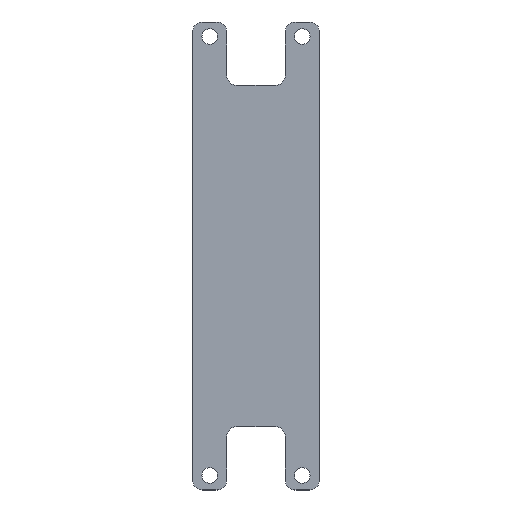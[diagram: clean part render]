
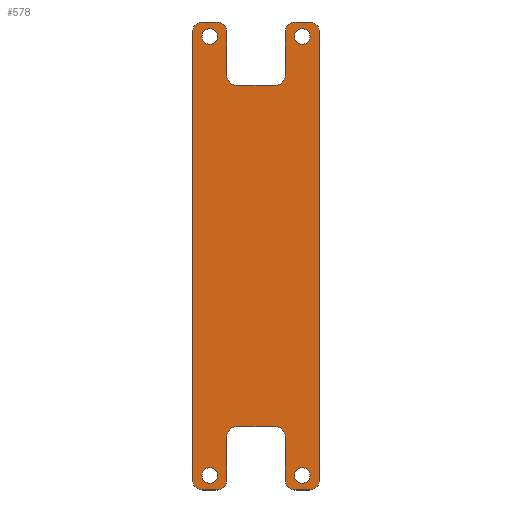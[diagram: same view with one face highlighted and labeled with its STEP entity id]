
A CAD part, top view. The second image highlights one B-rep face of the part: STEP entity #578.
In plain terms, the highlighted planar face has unit normal (0, 0, 1).
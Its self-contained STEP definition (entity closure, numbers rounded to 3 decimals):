
#19=FACE_BOUND('',#81,.T.);
#20=FACE_BOUND('',#82,.T.);
#21=FACE_BOUND('',#83,.T.);
#22=FACE_BOUND('',#84,.T.);
#31=PLANE('',#633);
#50=FACE_OUTER_BOUND('',#80,.T.);
#80=EDGE_LOOP('',(#421,#422,#423,#424,#425,#426,#427,#428,#429,#430,#431,
#432,#433,#434,#435,#436,#437,#438,#439,#440,#441,#442,#443,#444));
#81=EDGE_LOOP('',(#445));
#82=EDGE_LOOP('',(#446));
#83=EDGE_LOOP('',(#447));
#84=EDGE_LOOP('',(#448));
#113=LINE('',#875,#165);
#116=LINE('',#886,#168);
#122=LINE('',#902,#174);
#125=LINE('',#914,#177);
#130=LINE('',#929,#182);
#131=LINE('',#931,#183);
#132=LINE('',#935,#184);
#133=LINE('',#939,#185);
#134=LINE('',#943,#186);
#135=LINE('',#946,#187);
#136=LINE('',#950,#188);
#137=LINE('',#953,#189);
#165=VECTOR('',#693,10.);
#168=VECTOR('',#704,10.);
#174=VECTOR('',#718,10.);
#177=VECTOR('',#729,10.);
#182=VECTOR('',#742,10.);
#183=VECTOR('',#745,10.);
#184=VECTOR('',#748,10.);
#185=VECTOR('',#751,10.);
#186=VECTOR('',#754,10.);
#187=VECTOR('',#757,10.);
#188=VECTOR('',#760,10.);
#189=VECTOR('',#763,10.);
#214=CIRCLE('',#616,2.);
#216=CIRCLE('',#620,2.);
#218=CIRCLE('',#624,2.);
#219=CIRCLE('',#627,2.);
#221=CIRCLE('',#631,2.);
#223=CIRCLE('',#634,2.);
#224=CIRCLE('',#635,2.);
#225=CIRCLE('',#636,2.);
#226=CIRCLE('',#637,2.);
#227=CIRCLE('',#638,2.);
#228=CIRCLE('',#639,2.);
#229=CIRCLE('',#640,2.);
#230=CIRCLE('',#641,1.6);
#231=CIRCLE('',#642,1.6);
#232=CIRCLE('',#643,1.6);
#233=CIRCLE('',#644,1.6);
#247=VERTEX_POINT('',#865);
#248=VERTEX_POINT('',#867);
#250=VERTEX_POINT('',#873);
#253=VERTEX_POINT('',#880);
#254=VERTEX_POINT('',#882);
#257=VERTEX_POINT('',#892);
#258=VERTEX_POINT('',#894);
#260=VERTEX_POINT('',#900);
#261=VERTEX_POINT('',#904);
#262=VERTEX_POINT('',#905);
#265=VERTEX_POINT('',#913);
#267=VERTEX_POINT('',#919);
#268=VERTEX_POINT('',#920);
#271=VERTEX_POINT('',#928);
#272=VERTEX_POINT('',#932);
#273=VERTEX_POINT('',#934);
#274=VERTEX_POINT('',#936);
#275=VERTEX_POINT('',#938);
#276=VERTEX_POINT('',#940);
#277=VERTEX_POINT('',#942);
#278=VERTEX_POINT('',#944);
#279=VERTEX_POINT('',#947);
#280=VERTEX_POINT('',#949);
#281=VERTEX_POINT('',#951);
#282=VERTEX_POINT('',#954);
#283=VERTEX_POINT('',#956);
#284=VERTEX_POINT('',#958);
#285=VERTEX_POINT('',#960);
#303=EDGE_CURVE('',#247,#248,#214,.T.);
#307=EDGE_CURVE('',#247,#250,#113,.T.);
#310=EDGE_CURVE('',#253,#254,#216,.T.);
#312=EDGE_CURVE('',#253,#248,#116,.T.);
#316=EDGE_CURVE('',#257,#258,#218,.T.);
#320=EDGE_CURVE('',#257,#260,#122,.T.);
#321=EDGE_CURVE('',#261,#262,#219,.T.);
#325=EDGE_CURVE('',#265,#262,#125,.T.);
#328=EDGE_CURVE('',#267,#268,#221,.T.);
#332=EDGE_CURVE('',#267,#271,#130,.T.);
#333=EDGE_CURVE('',#265,#271,#223,.T.);
#334=EDGE_CURVE('',#261,#258,#131,.T.);
#335=EDGE_CURVE('',#272,#260,#224,.T.);
#336=EDGE_CURVE('',#272,#273,#132,.T.);
#337=EDGE_CURVE('',#274,#273,#225,.T.);
#338=EDGE_CURVE('',#274,#275,#133,.T.);
#339=EDGE_CURVE('',#276,#275,#226,.T.);
#340=EDGE_CURVE('',#276,#277,#134,.T.);
#341=EDGE_CURVE('',#278,#277,#227,.T.);
#342=EDGE_CURVE('',#278,#254,#135,.T.);
#343=EDGE_CURVE('',#279,#250,#228,.T.);
#344=EDGE_CURVE('',#279,#280,#136,.T.);
#345=EDGE_CURVE('',#281,#280,#229,.T.);
#346=EDGE_CURVE('',#281,#268,#137,.T.);
#347=EDGE_CURVE('',#282,#282,#230,.T.);
#348=EDGE_CURVE('',#283,#283,#231,.T.);
#349=EDGE_CURVE('',#284,#284,#232,.T.);
#350=EDGE_CURVE('',#285,#285,#233,.T.);
#421=ORIENTED_EDGE('',*,*,#328,.F.);
#422=ORIENTED_EDGE('',*,*,#332,.T.);
#423=ORIENTED_EDGE('',*,*,#333,.F.);
#424=ORIENTED_EDGE('',*,*,#325,.T.);
#425=ORIENTED_EDGE('',*,*,#321,.F.);
#426=ORIENTED_EDGE('',*,*,#334,.T.);
#427=ORIENTED_EDGE('',*,*,#316,.F.);
#428=ORIENTED_EDGE('',*,*,#320,.T.);
#429=ORIENTED_EDGE('',*,*,#335,.F.);
#430=ORIENTED_EDGE('',*,*,#336,.T.);
#431=ORIENTED_EDGE('',*,*,#337,.F.);
#432=ORIENTED_EDGE('',*,*,#338,.T.);
#433=ORIENTED_EDGE('',*,*,#339,.F.);
#434=ORIENTED_EDGE('',*,*,#340,.T.);
#435=ORIENTED_EDGE('',*,*,#341,.F.);
#436=ORIENTED_EDGE('',*,*,#342,.T.);
#437=ORIENTED_EDGE('',*,*,#310,.F.);
#438=ORIENTED_EDGE('',*,*,#312,.T.);
#439=ORIENTED_EDGE('',*,*,#303,.F.);
#440=ORIENTED_EDGE('',*,*,#307,.T.);
#441=ORIENTED_EDGE('',*,*,#343,.F.);
#442=ORIENTED_EDGE('',*,*,#344,.T.);
#443=ORIENTED_EDGE('',*,*,#345,.F.);
#444=ORIENTED_EDGE('',*,*,#346,.T.);
#445=ORIENTED_EDGE('',*,*,#347,.T.);
#446=ORIENTED_EDGE('',*,*,#348,.T.);
#447=ORIENTED_EDGE('',*,*,#349,.T.);
#448=ORIENTED_EDGE('',*,*,#350,.T.);
#578=ADVANCED_FACE('',(#50,#19,#20,#21,#22),#31,.T.);
#616=AXIS2_PLACEMENT_3D('',#868,#686,#687);
#620=AXIS2_PLACEMENT_3D('',#883,#699,#700);
#624=AXIS2_PLACEMENT_3D('',#895,#711,#712);
#627=AXIS2_PLACEMENT_3D('',#906,#721,#722);
#631=AXIS2_PLACEMENT_3D('',#921,#734,#735);
#633=AXIS2_PLACEMENT_3D('',#927,#740,#741);
#634=AXIS2_PLACEMENT_3D('',#930,#743,#744);
#635=AXIS2_PLACEMENT_3D('',#933,#746,#747);
#636=AXIS2_PLACEMENT_3D('',#937,#749,#750);
#637=AXIS2_PLACEMENT_3D('',#941,#752,#753);
#638=AXIS2_PLACEMENT_3D('',#945,#755,#756);
#639=AXIS2_PLACEMENT_3D('',#948,#758,#759);
#640=AXIS2_PLACEMENT_3D('',#952,#761,#762);
#641=AXIS2_PLACEMENT_3D('',#955,#764,#765);
#642=AXIS2_PLACEMENT_3D('',#957,#766,#767);
#643=AXIS2_PLACEMENT_3D('',#959,#768,#769);
#644=AXIS2_PLACEMENT_3D('',#961,#770,#771);
#686=DIRECTION('center_axis',(0.,0.,1.));
#687=DIRECTION('ref_axis',(-0.707,-0.707,0.));
#693=DIRECTION('',(0.,1.,0.));
#699=DIRECTION('center_axis',(0.,0.,1.));
#700=DIRECTION('ref_axis',(0.707,-0.707,0.));
#704=DIRECTION('',(-1.,0.,0.));
#711=DIRECTION('center_axis',(0.,0.,1.));
#712=DIRECTION('ref_axis',(0.707,0.707,0.));
#718=DIRECTION('',(0.,-1.,0.));
#721=DIRECTION('center_axis',(0.,0.,1.));
#722=DIRECTION('ref_axis',(-0.707,0.707,0.));
#729=DIRECTION('',(0.,1.,0.));
#734=DIRECTION('center_axis',(0.,0.,-1.));
#735=DIRECTION('ref_axis',(-0.707,-0.707,0.));
#740=DIRECTION('center_axis',(0.,0.,1.));
#741=DIRECTION('ref_axis',(1.,0.,0.));
#742=DIRECTION('',(1.,0.,0.));
#743=DIRECTION('center_axis',(0.,0.,-1.));
#744=DIRECTION('ref_axis',(0.707,-0.707,0.));
#745=DIRECTION('',(1.,0.,0.));
#746=DIRECTION('center_axis',(0.,0.,-1.));
#747=DIRECTION('ref_axis',(-0.707,-0.707,0.));
#748=DIRECTION('',(1.,0.,0.));
#749=DIRECTION('center_axis',(0.,0.,-1.));
#750=DIRECTION('ref_axis',(0.707,-0.707,0.));
#751=DIRECTION('',(0.,1.,0.));
#752=DIRECTION('center_axis',(0.,0.,-1.));
#753=DIRECTION('ref_axis',(0.707,0.707,0.));
#754=DIRECTION('',(-1.,0.,0.));
#755=DIRECTION('center_axis',(0.,0.,-1.));
#756=DIRECTION('ref_axis',(-0.707,0.707,0.));
#757=DIRECTION('',(0.,-1.,0.));
#758=DIRECTION('center_axis',(0.,0.,-1.));
#759=DIRECTION('ref_axis',(0.707,0.707,0.));
#760=DIRECTION('',(-1.,0.,0.));
#761=DIRECTION('center_axis',(0.,0.,-1.));
#762=DIRECTION('ref_axis',(-0.707,0.707,0.));
#763=DIRECTION('',(0.,-1.,0.));
#764=DIRECTION('center_axis',(0.,0.,-1.));
#765=DIRECTION('ref_axis',(-1.,0.,0.));
#766=DIRECTION('center_axis',(0.,0.,-1.));
#767=DIRECTION('ref_axis',(-1.,0.,0.));
#768=DIRECTION('center_axis',(0.,0.,-1.));
#769=DIRECTION('ref_axis',(1.,0.,0.));
#770=DIRECTION('center_axis',(0.,0.,-1.));
#771=DIRECTION('ref_axis',(1.,0.,0.));
#865=CARTESIAN_POINT('',(-6.,37.,1.5));
#867=CARTESIAN_POINT('',(-4.,35.,1.5));
#868=CARTESIAN_POINT('Origin',(-4.,37.,1.5));
#873=CARTESIAN_POINT('',(-6.,46.,1.5));
#875=CARTESIAN_POINT('',(-6.,35.,1.5));
#880=CARTESIAN_POINT('',(4.,35.,1.5));
#882=CARTESIAN_POINT('',(6.,37.,1.5));
#883=CARTESIAN_POINT('Origin',(4.,37.,1.5));
#886=CARTESIAN_POINT('',(6.,35.,1.5));
#892=CARTESIAN_POINT('',(6.,-37.,1.5));
#894=CARTESIAN_POINT('',(4.,-35.,1.5));
#895=CARTESIAN_POINT('Origin',(4.,-37.,1.5));
#900=CARTESIAN_POINT('',(6.,-46.,1.5));
#902=CARTESIAN_POINT('',(6.,-35.,1.5));
#904=CARTESIAN_POINT('',(-4.,-35.,1.5));
#905=CARTESIAN_POINT('',(-6.,-37.,1.5));
#906=CARTESIAN_POINT('Origin',(-4.,-37.,1.5));
#913=CARTESIAN_POINT('',(-6.,-46.,1.5));
#914=CARTESIAN_POINT('',(-6.,-48.,1.5));
#919=CARTESIAN_POINT('',(-11.,-48.,1.5));
#920=CARTESIAN_POINT('',(-13.,-46.,1.5));
#921=CARTESIAN_POINT('Origin',(-11.,-46.,1.5));
#927=CARTESIAN_POINT('Origin',(9.5,41.5,1.5));
#928=CARTESIAN_POINT('',(-8.,-48.,1.5));
#929=CARTESIAN_POINT('',(-13.,-48.,1.5));
#930=CARTESIAN_POINT('Origin',(-8.,-46.,1.5));
#931=CARTESIAN_POINT('',(13.,-35.,1.5));
#932=CARTESIAN_POINT('',(8.,-48.,1.5));
#933=CARTESIAN_POINT('Origin',(8.,-46.,1.5));
#934=CARTESIAN_POINT('',(11.,-48.,1.5));
#935=CARTESIAN_POINT('',(6.,-48.,1.5));
#936=CARTESIAN_POINT('',(13.,-46.,1.5));
#937=CARTESIAN_POINT('Origin',(11.,-46.,1.5));
#938=CARTESIAN_POINT('',(13.,46.,1.5));
#939=CARTESIAN_POINT('',(13.,-48.,1.5));
#940=CARTESIAN_POINT('',(11.,48.,1.5));
#941=CARTESIAN_POINT('Origin',(11.,46.,1.5));
#942=CARTESIAN_POINT('',(8.,48.,1.5));
#943=CARTESIAN_POINT('',(13.,48.,1.5));
#944=CARTESIAN_POINT('',(6.,46.,1.5));
#945=CARTESIAN_POINT('Origin',(8.,46.,1.5));
#946=CARTESIAN_POINT('',(6.,48.,1.5));
#947=CARTESIAN_POINT('',(-8.,48.,1.5));
#948=CARTESIAN_POINT('Origin',(-8.,46.,1.5));
#949=CARTESIAN_POINT('',(-11.,48.,1.5));
#950=CARTESIAN_POINT('',(-6.,48.,1.5));
#951=CARTESIAN_POINT('',(-13.,46.,1.5));
#952=CARTESIAN_POINT('Origin',(-11.,46.,1.5));
#953=CARTESIAN_POINT('',(-13.,48.,1.5));
#954=CARTESIAN_POINT('',(11.1,-45.,1.5));
#955=CARTESIAN_POINT('Origin',(9.5,-45.,1.5));
#956=CARTESIAN_POINT('',(-7.9,-45.,1.5));
#957=CARTESIAN_POINT('Origin',(-9.5,-45.,1.5));
#958=CARTESIAN_POINT('',(-11.1,45.,1.5));
#959=CARTESIAN_POINT('Origin',(-9.5,45.,1.5));
#960=CARTESIAN_POINT('',(7.9,45.,1.5));
#961=CARTESIAN_POINT('Origin',(9.5,45.,1.5));
